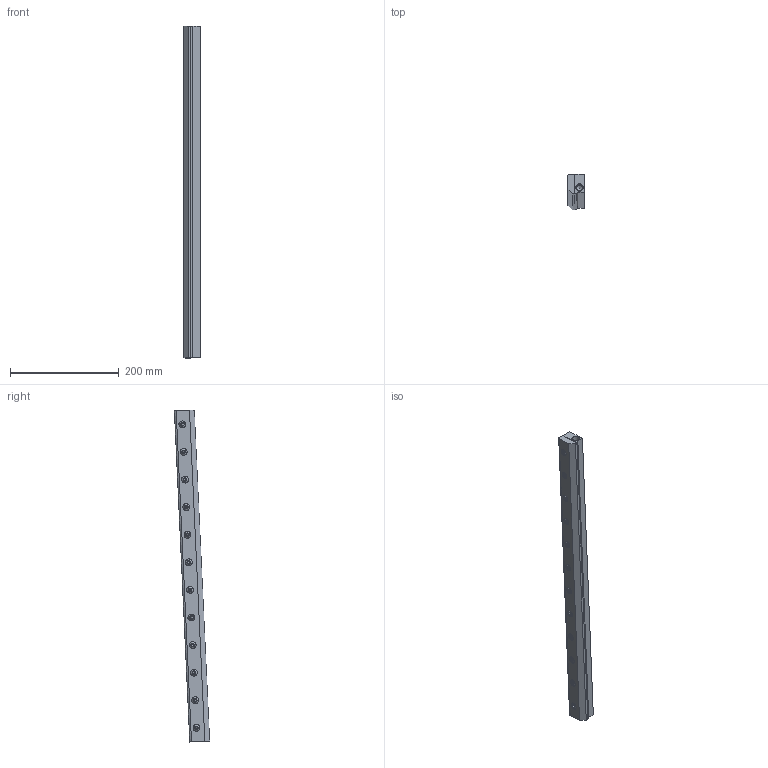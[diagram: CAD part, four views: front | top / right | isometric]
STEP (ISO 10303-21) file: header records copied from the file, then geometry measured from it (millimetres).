
FILE_DESCRIPTION(/* description */ (''),/* implementation_level */ '2;1');
FILE_NAME(/* name */ '110024SS-316-DIM.stp',/* time_stamp */ '2017-08-23T09:32:21-04:00',/* author */ ('Trey Green'),/* organization */ (''),/* preprocessor_version */ 'ST-DEVELOPER v16.13',/* originating_system */ 'Autodesk Inventor 2018',/* authorisation */ '');
FILE_SCHEMA (('AUTOMOTIVE_DESIGN { 1 0 10303 214 3 1 1 }'));
Length unit declared in the file: inch
Products named in the file (4): 110024SS-316; 110024SS-B; 110024SS-C; Unbrako - 1/4 x 5/8
Assembly tree (14 placements, depth 2):
  110024SS-316
    110024SS-B
    110024SS-C
    Unbrako - 1/4 x 5/8  x12
Bounding box: 30.45 x 64.76 x 610.64 mm (x, y, z)
Volume: 603257 mm3; surface area: 137585 mm2
Topology: 14 solids, 14 shells, 266 faces, 590 edges, 378 vertices
Faces by surface type: plane 137, cylinder 67, cone 38, torus 24
Full cylindrical faces by diameter (mm): 5.159 x12, 6.35 x12, 7.144 x12, 11.1 x12, 11.112 x4, 12.7 x12, 13.716 x2
Entity records: 2796 total; most frequent: DIRECTION 494, CARTESIAN_POINT 427, ORIENTED_EDGE 314, EDGE_LOOP 230, AXIS2_PLACEMENT_3D 224, EDGE_CURVE 157, VERTEX_POINT 139, FACE_BOUND 129
